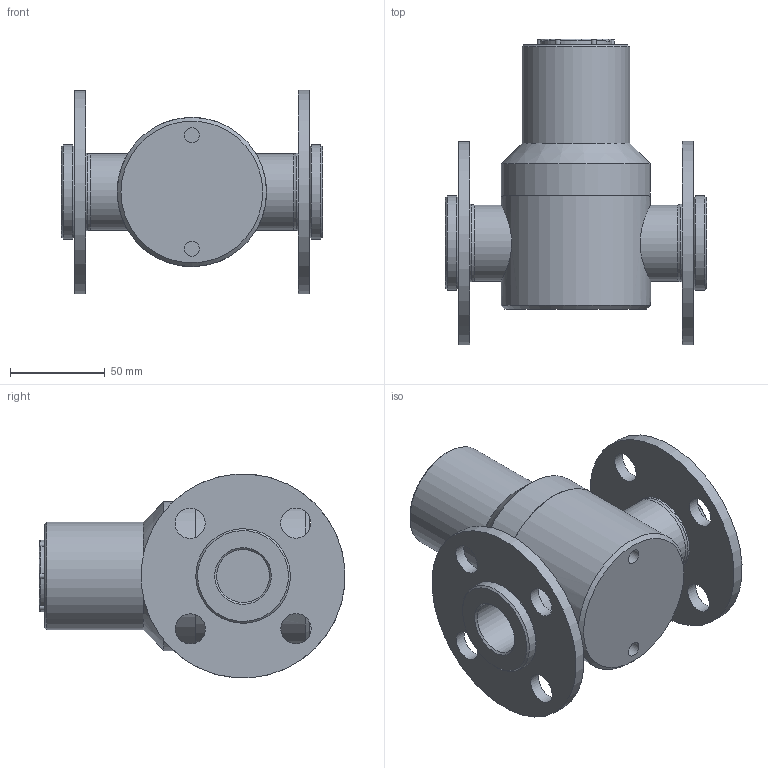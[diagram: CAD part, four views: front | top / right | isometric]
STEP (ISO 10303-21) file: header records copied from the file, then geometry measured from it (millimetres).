
FILE_DESCRIPTION (( 'STEP AP214' ), '1' );
FILE_NAME ('1-1104-7X-150.STEP', '2019-07-24T10:16:00', ( '' ), ( '' ), 'SwSTEP 2.0', 'SolidWorks 2019', '' );
FILE_SCHEMA (( 'AUTOMOTIVE_DESIGN' ));
Length unit declared in the file: millimetre
Products named in the file (13): one inch Flange stub - ABS; Body detail - ABS 32; 1 inch ANSI 150 SS BR; Body detail - ABS 32_32mm or 1; PVC Bonnet all size_32mm PVC-304; PVC Bonnet all size; 1-1104-7X-150; 32 + 40mm Dust Cap
Assembly tree (7 placements, depth 2):
  one inch Flange stub - ABS
  Body detail - ABS 32
  1 inch ANSI 150 SS BR
  1 inch ANSI 150 SS BR
  PVC Bonnet all size
Bounding box: 138.2 x 161.78 x 107.76 mm (x, y, z)
Volume: 648734.2 mm3; surface area: 127615.7 mm2
Topology: 7 solids, 7 shells, 97 faces, 213 edges, 138 vertices
Faces by surface type: cylinder 41, plane 24, cone 14, torus 14, bspline 4
Full cylindrical faces by diameter (mm): 7.938 x2, 16 x8, 27.5 x1, 28 x2, 40.3 x2, 40.35 x2, 41 x2, 41.5 x2, 50 x2, 57 x1, 79 x2, 108 x2
Entity records: 3845 total; most frequent: CARTESIAN_POINT 1974, DIRECTION 343, ORIENTED_EDGE 270, AXIS2_PLACEMENT_3D 164, EDGE_CURVE 135, EDGE_LOOP 123, VERTEX_POINT 104, FACE_OUTER_BOUND 95
